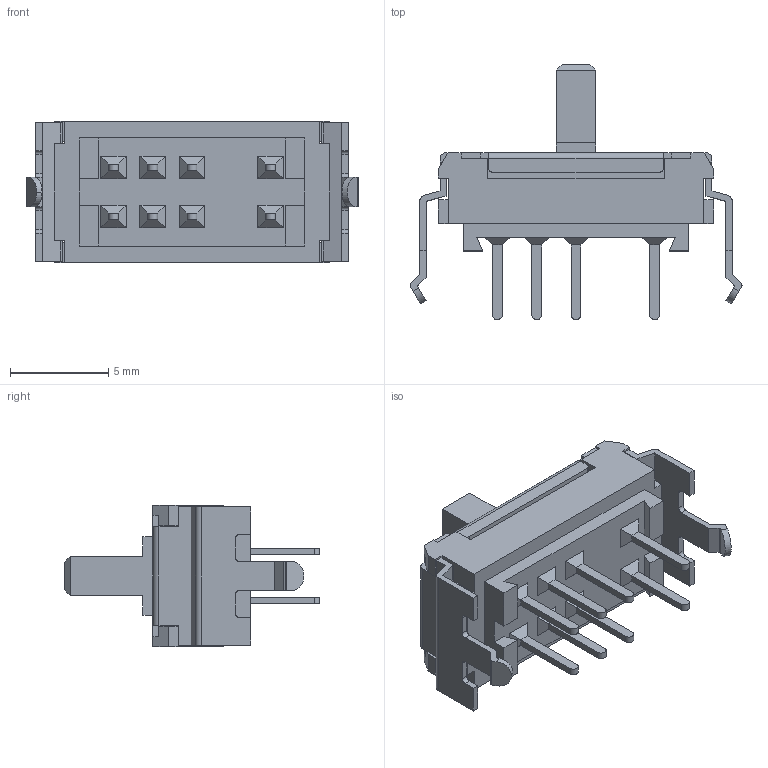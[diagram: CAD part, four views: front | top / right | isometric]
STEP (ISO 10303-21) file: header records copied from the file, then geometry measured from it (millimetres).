
FILE_DESCRIPTION (( 'STEP AP214' ), '1' );
FILE_NAME ('SSSS920600.STEP', '2011-04-05T11:05:02', ( '' ), ( '' ), 'SwSTEP 2.0', 'SolidWorks 2007', '' );
FILE_SCHEMA (( 'AUTOMOTIVE_DESIGN' ));
Length unit declared in the file: millimetre
Products named in the file (1): SSSS920600
Bounding box: 16.9 x 13 x 7.2 mm (x, y, z)
Volume: 437.4 mm3; surface area: 679.3 mm2
Topology: 1 solids, 1 shells, 277 faces, 739 edges, 474 vertices
Faces by surface type: plane 242, cylinder 35
Entity records: 11494 total; most frequent: CARTESIAN_POINT 1491, ORIENTED_EDGE 1478, DIRECTION 1365, EDGE_CURVE 739, VECTOR 669, LINE 669, VERTEX_POINT 474, AXIS2_PLACEMENT_3D 348
